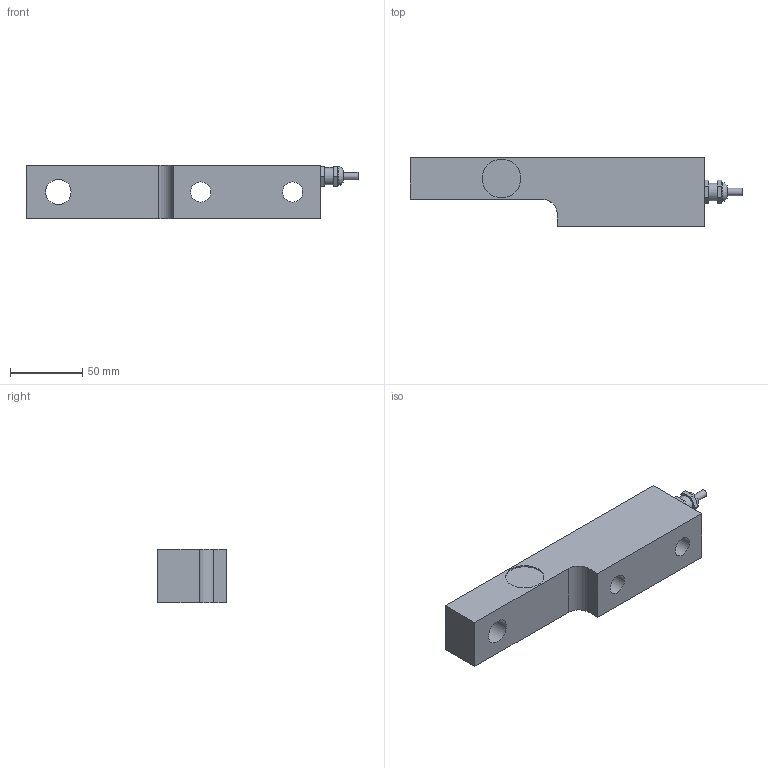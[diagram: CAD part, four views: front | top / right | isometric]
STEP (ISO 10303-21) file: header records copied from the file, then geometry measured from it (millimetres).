
FILE_DESCRIPTION(/* description */ (''),/* implementation_level */ '2;1');
FILE_NAME(/* name */ '563YSRS-(1-5)klb v2.step',/* time_stamp */ '2020-02-10T14:20:18-08:00',/* author */ (''),/* organization */ (''),/* preprocessor_version */ 'ST-DEVELOPER v18',/* originating_system */ 'Autodesk Translation Framework v8.12.0.6',/* authorisation */ '');
FILE_SCHEMA (('AUTOMOTIVE_DESIGN { 1 0 10303 214 3 1 1 }'));
Length unit declared in the file: inch
Products named in the file (2): 563YSRS-(1-5)klb; Connector
Assembly tree (1 placements, depth 2):
  563YSRS-(1-5)klb
    Connector
Bounding box: 229.23 x 47.5 x 37.08 mm (x, y, z)
Volume: 262170.2 mm3; surface area: 40846.3 mm2
Topology: 2 solids, 2 shells, 44 faces, 96 edges, 64 vertices
Faces by surface type: plane 30, cylinder 12, bspline 1, cone 1
Full cylindrical faces by diameter (mm): 5.1 x1, 8 x1, 12 x2, 13 x1, 13.97 x2, 17.526 x1, 26.6 x2, 30.226 x1
Entity records: 1293 total; most frequent: CARTESIAN_POINT 232, DIRECTION 215, ORIENTED_EDGE 190, EDGE_CURVE 95, AXIS2_PLACEMENT_3D 74, LINE 67, VECTOR 67, VERTEX_POINT 64
